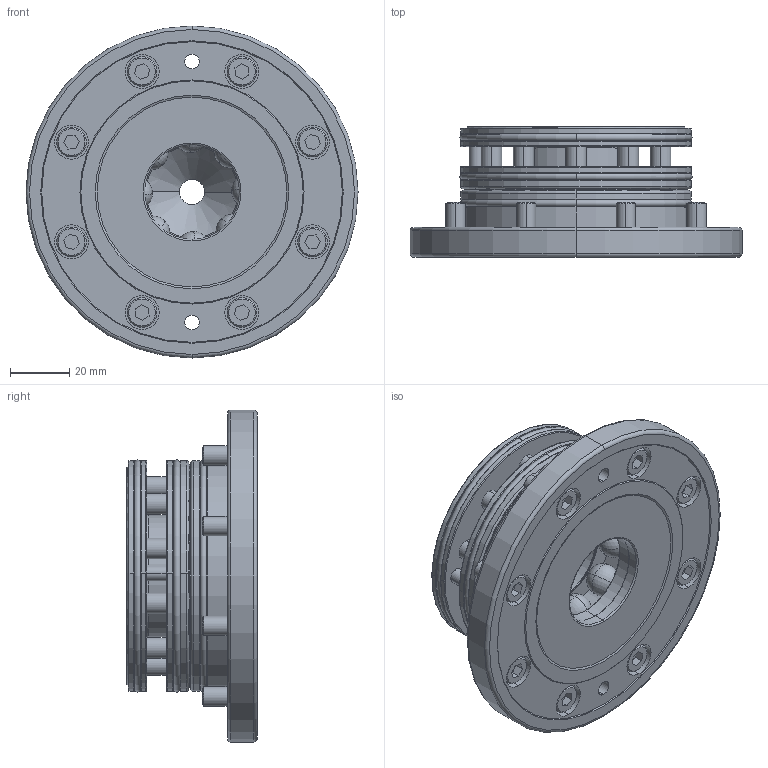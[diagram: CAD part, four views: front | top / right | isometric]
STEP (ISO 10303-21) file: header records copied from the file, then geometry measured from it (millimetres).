
FILE_DESCRIPTION (( 'STEP AP214' ), '1' );
FILE_NAME ('LQNC-20.3.STEP', '2020-03-19T10:45:38', ( 'PC' ), ( 'Microsoft' ), 'SwSTEP 2.0', 'SolidWorks 2018', '' );
FILE_SCHEMA (( 'AUTOMOTIVE_DESIGN' ));
Length unit declared in the file: millimetre
Products named in the file (1): LQNC-20.3
Bounding box: 112 x 44 x 112 mm (x, y, z)
Volume: 207561.7 mm3; surface area: 53786.1 mm2
Topology: 9 solids, 9 shells, 425 faces, 1004 edges, 620 vertices
Faces by surface type: cylinder 123, plane 121, cone 76, torus 57, sphere 32, bspline 16
Entity records: 14004 total; most frequent: CARTESIAN_POINT 4167, DIRECTION 2176, ORIENTED_EDGE 1900, EDGE_CURVE 950, AXIS2_PLACEMENT_3D 920, VERTEX_POINT 604, EDGE_LOOP 518, CIRCLE 510
